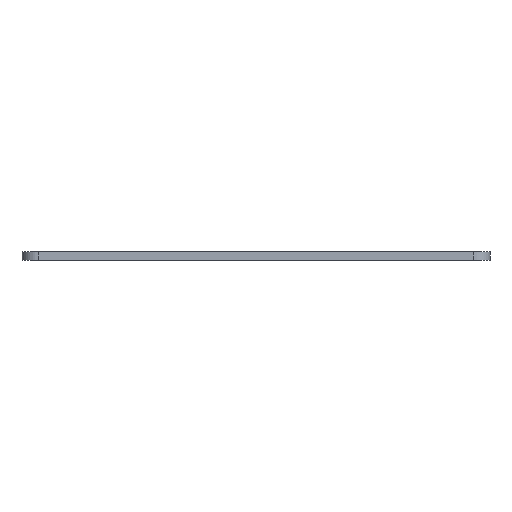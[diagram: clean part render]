
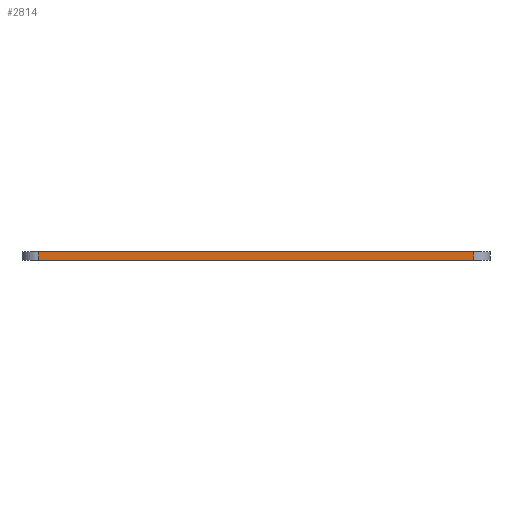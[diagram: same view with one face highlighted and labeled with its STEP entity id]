
A CAD part, front view. The second image highlights one B-rep face of the part: STEP entity #2814.
In plain terms, the highlighted planar face has unit normal (0, -1, 0).
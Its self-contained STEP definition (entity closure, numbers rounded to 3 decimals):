
#390=FACE_OUTER_BOUND('',#528,.T.);
#528=EDGE_LOOP('',(#2315,#2316,#2317,#2318));
#830=LINE('',#4717,#1102);
#831=LINE('',#4720,#1103);
#832=LINE('',#4722,#1104);
#833=LINE('',#4723,#1105);
#1102=VECTOR('',#3894,10.);
#1103=VECTOR('',#3897,10.);
#1104=VECTOR('',#3898,10.);
#1105=VECTOR('',#3899,10.);
#1377=VERTEX_POINT('',#4713);
#1378=VERTEX_POINT('',#4715);
#1379=VERTEX_POINT('',#4719);
#1380=VERTEX_POINT('',#4721);
#1778=EDGE_CURVE('',#1377,#1378,#830,.T.);
#1779=EDGE_CURVE('',#1377,#1379,#831,.T.);
#1780=EDGE_CURVE('',#1380,#1378,#832,.T.);
#1781=EDGE_CURVE('',#1379,#1380,#833,.T.);
#2315=ORIENTED_EDGE('',*,*,#1779,.F.);
#2316=ORIENTED_EDGE('',*,*,#1778,.T.);
#2317=ORIENTED_EDGE('',*,*,#1780,.F.);
#2318=ORIENTED_EDGE('',*,*,#1781,.F.);
#2678=PLANE('',#3099);
#2814=ADVANCED_FACE('',(#390),#2678,.T.);
#3099=AXIS2_PLACEMENT_3D('',#4718,#3895,#3896);
#3894=DIRECTION('',(0.,0.,1.));
#3895=DIRECTION('center_axis',(0.,-1.,0.));
#3896=DIRECTION('ref_axis',(1.,0.,0.));
#3897=DIRECTION('',(-1.,0.,0.));
#3898=DIRECTION('',(1.,0.,0.));
#3899=DIRECTION('',(0.,0.,1.));
#4713=CARTESIAN_POINT('',(83.681,-88.457,0.));
#4715=CARTESIAN_POINT('',(83.681,-88.457,2.));
#4717=CARTESIAN_POINT('',(83.681,-88.457,0.));
#4718=CARTESIAN_POINT('Origin',(-24.2,-88.457,0.));
#4719=CARTESIAN_POINT('',(-24.2,-88.457,0.));
#4720=CARTESIAN_POINT('',(-19.45,-88.457,0.));
#4721=CARTESIAN_POINT('',(-24.2,-88.457,2.));
#4722=CARTESIAN_POINT('',(-19.45,-88.457,2.));
#4723=CARTESIAN_POINT('',(-24.2,-88.457,0.));
